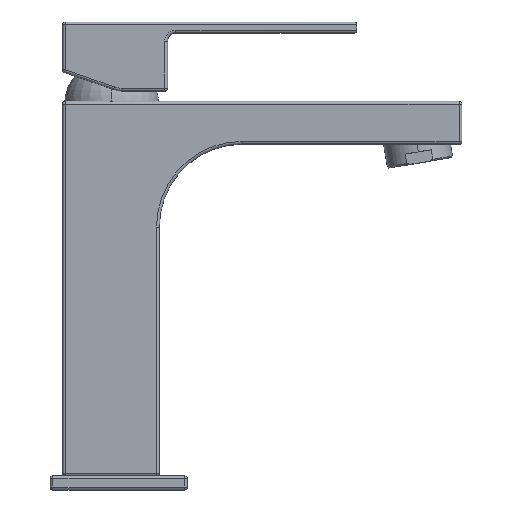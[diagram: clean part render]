
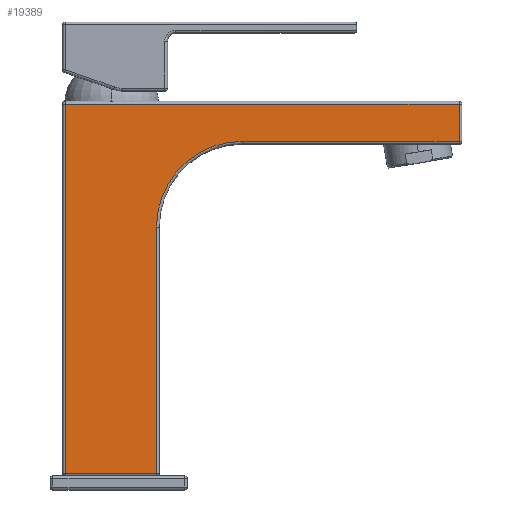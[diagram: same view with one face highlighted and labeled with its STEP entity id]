
A CAD part, top view. The second image highlights one B-rep face of the part: STEP entity #19389.
In plain terms, the highlighted planar face has unit normal (0, 0, 1).
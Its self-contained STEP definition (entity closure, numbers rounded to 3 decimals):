
#37 = VECTOR ( 'NONE', #22664, 1000. ) ;
#331 = CIRCLE ( 'NONE', #10449, 31. ) ;
#416 = EDGE_CURVE ( 'NONE', #23176, #21807, #331, .T. ) ;
#655 = DIRECTION ( 'NONE',  ( 0., 1., 0. ) ) ;
#1068 = PLANE ( 'NONE',  #16532 ) ;
#1417 = LINE ( 'NONE', #23943, #20562 ) ;
#1436 = CARTESIAN_POINT ( 'NONE',  ( 34., 1., 17.75 ) ) ;
#2175 = DIRECTION ( 'NONE',  ( 0., -1., 0. ) ) ;
#2263 = CARTESIAN_POINT ( 'NONE',  ( 1., 90.1, 17.75 ) ) ;
#2764 = VECTOR ( 'NONE', #2175, 1000. ) ;
#4646 = VECTOR ( 'NONE', #10720, 1000. ) ;
#4917 = DIRECTION ( 'NONE',  ( -1., 0., 0. ) ) ;
#4932 = VECTOR ( 'NONE', #655, 1000. ) ;
#5285 = ORIENTED_EDGE ( 'NONE', *, *, #8623, .T. ) ;
#6534 = VERTEX_POINT ( 'NONE', #1436 ) ;
#6601 = CARTESIAN_POINT ( 'NONE',  ( 65., 121.1, 17.75 ) ) ;
#6760 = DIRECTION ( 'NONE',  ( 0., 0., -1. ) ) ;
#6938 = DIRECTION ( 'NONE',  ( 0., 0., -1. ) ) ;
#7770 = VERTEX_POINT ( 'NONE', #23935 ) ;
#8192 = CARTESIAN_POINT ( 'NONE',  ( 143.5, 121.1, 17.75 ) ) ;
#8418 = ORIENTED_EDGE ( 'NONE', *, *, #16227, .T. ) ;
#8623 = EDGE_CURVE ( 'NONE', #21512, #7770, #15025, .T. ) ;
#8957 = CARTESIAN_POINT ( 'NONE',  ( 1., 134.6, 17.75 ) ) ;
#9686 = LINE ( 'NONE', #13139, #23740 ) ;
#10014 = LINE ( 'NONE', #21989, #4932 ) ;
#10062 = CARTESIAN_POINT ( 'NONE',  ( 34., 90.1, 17.75 ) ) ;
#10449 = AXIS2_PLACEMENT_3D ( 'NONE', #11121, #6938, #24156 ) ;
#10556 = CARTESIAN_POINT ( 'NONE',  ( 65., 134.6, 17.75 ) ) ;
#10720 = DIRECTION ( 'NONE',  ( -1., 0., 0. ) ) ;
#10893 = DIRECTION ( 'NONE',  ( 1., 0., 0. ) ) ;
#11121 = CARTESIAN_POINT ( 'NONE',  ( 65., 90.1, 17.75 ) ) ;
#11462 = CARTESIAN_POINT ( 'NONE',  ( 34., 90.1, 17.75 ) ) ;
#12075 = FACE_OUTER_BOUND ( 'NONE', #17878, .T. ) ;
#12591 = VERTEX_POINT ( 'NONE', #8192 ) ;
#12636 = LINE ( 'NONE', #11462, #37 ) ;
#12767 = EDGE_CURVE ( 'NONE', #14278, #21512, #21383, .T. ) ;
#13139 = CARTESIAN_POINT ( 'NONE',  ( 65., 121.1, 17.75 ) ) ;
#13282 = EDGE_CURVE ( 'NONE', #12591, #14278, #10014, .T. ) ;
#14278 = VERTEX_POINT ( 'NONE', #19186 ) ;
#14515 = DIRECTION ( 'NONE',  ( 1., 0., 0. ) ) ;
#15025 = LINE ( 'NONE', #2263, #2764 ) ;
#15862 = ORIENTED_EDGE ( 'NONE', *, *, #19813, .T. ) ;
#16227 = EDGE_CURVE ( 'NONE', #7770, #6534, #1417, .T. ) ;
#16498 = ORIENTED_EDGE ( 'NONE', *, *, #12767, .T. ) ;
#16532 = AXIS2_PLACEMENT_3D ( 'NONE', #18440, #6760, #4917 ) ;
#17878 = EDGE_LOOP ( 'NONE', ( #22332, #24582, #16498, #5285, #8418, #15862, #20355 ) ) ;
#18440 = CARTESIAN_POINT ( 'NONE',  ( 65., 90.1, 17.75 ) ) ;
#18967 = EDGE_CURVE ( 'NONE', #21807, #12591, #9686, .T. ) ;
#19186 = CARTESIAN_POINT ( 'NONE',  ( 143.5, 134.6, 17.75 ) ) ;
#19389 = ADVANCED_FACE ( 'NONE', ( #12075 ), #1068, .F. ) ;
#19813 = EDGE_CURVE ( 'NONE', #6534, #23176, #12636, .T. ) ;
#20355 = ORIENTED_EDGE ( 'NONE', *, *, #416, .T. ) ;
#20562 = VECTOR ( 'NONE', #14515, 1000. ) ;
#21383 = LINE ( 'NONE', #10556, #4646 ) ;
#21512 = VERTEX_POINT ( 'NONE', #8957 ) ;
#21807 = VERTEX_POINT ( 'NONE', #6601 ) ;
#21989 = CARTESIAN_POINT ( 'NONE',  ( 143.5, 90.1, 17.75 ) ) ;
#22332 = ORIENTED_EDGE ( 'NONE', *, *, #18967, .T. ) ;
#22664 = DIRECTION ( 'NONE',  ( 0., 1., 0. ) ) ;
#23176 = VERTEX_POINT ( 'NONE', #10062 ) ;
#23740 = VECTOR ( 'NONE', #10893, 1000. ) ;
#23935 = CARTESIAN_POINT ( 'NONE',  ( 1., 1., 17.75 ) ) ;
#23943 = CARTESIAN_POINT ( 'NONE',  ( 65., 1., 17.75 ) ) ;
#24156 = DIRECTION ( 'NONE',  ( -1., 0., 0. ) ) ;
#24582 = ORIENTED_EDGE ( 'NONE', *, *, #13282, .T. ) ;
